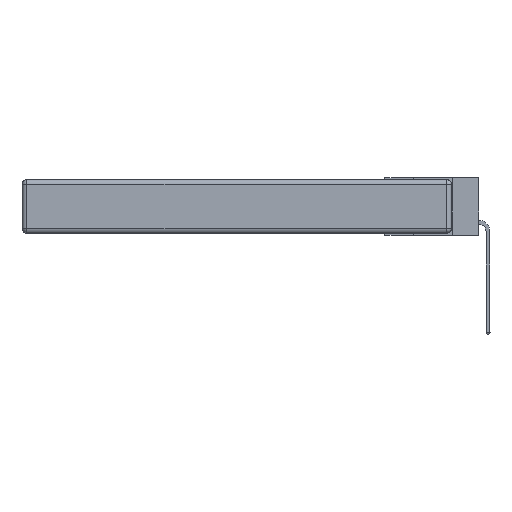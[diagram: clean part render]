
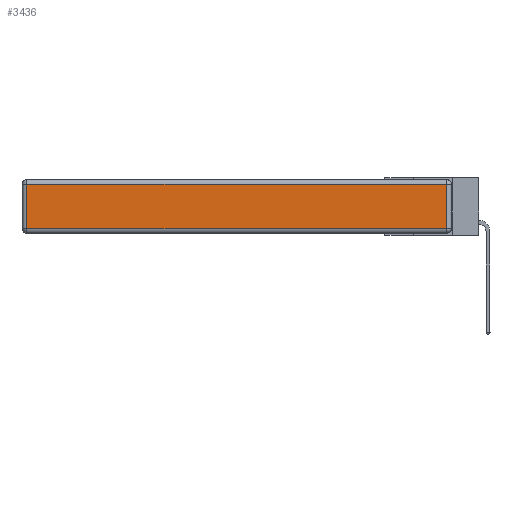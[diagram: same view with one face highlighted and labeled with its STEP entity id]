
A CAD part, left-side view. The second image highlights one B-rep face of the part: STEP entity #3436.
In plain terms, the highlighted planar face has unit normal (-1, 0, 0).
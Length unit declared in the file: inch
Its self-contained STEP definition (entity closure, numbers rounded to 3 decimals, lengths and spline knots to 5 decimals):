
#159 = EDGE_CURVE ( 'NONE', #196, #15595, #14048, .T. ) ;
#196 = VERTEX_POINT ( 'NONE', #14430 ) ;
#898 = VERTEX_POINT ( 'NONE', #4003 ) ;
#1067 = CARTESIAN_POINT ( 'NONE',  ( 0., 2.72, -0.313 ) ) ;
#1172 = CARTESIAN_POINT ( 'NONE',  ( 0., 0.03, -0.313 ) ) ;
#2162 = EDGE_LOOP ( 'NONE', ( #9751, #15822, #8982, #4506 ) ) ;
#2429 = DIRECTION ( 'NONE',  ( 0., 0., -1. ) ) ;
#2697 = DIRECTION ( 'NONE',  ( -1., 0., 0. ) ) ;
#3163 = VECTOR ( 'NONE', #2429, 39.37008 ) ;
#3399 = LINE ( 'NONE', #8038, #7118 ) ;
#3436 = ADVANCED_FACE ( 'NONE', ( #12857 ), #5417, .T. ) ;
#3845 = DIRECTION ( 'NONE',  ( 0., 0., 1. ) ) ;
#4003 = CARTESIAN_POINT ( 'NONE',  ( 0., 0.03, -0.03 ) ) ;
#4479 = EDGE_CURVE ( 'NONE', #4528, #898, #3399, .T. ) ;
#4506 = ORIENTED_EDGE ( 'NONE', *, *, #159, .T. ) ;
#4528 = VERTEX_POINT ( 'NONE', #1172 ) ;
#5283 = CARTESIAN_POINT ( 'NONE',  ( 0., 2.72, -0.343 ) ) ;
#5417 = PLANE ( 'NONE',  #14822 ) ;
#6011 = VECTOR ( 'NONE', #8662, 39.37008 ) ;
#7118 = VECTOR ( 'NONE', #3845, 39.37008 ) ;
#8038 = CARTESIAN_POINT ( 'NONE',  ( 0., 0.03, -0.343 ) ) ;
#8662 = DIRECTION ( 'NONE',  ( 0., -1., 0. ) ) ;
#8982 = ORIENTED_EDGE ( 'NONE', *, *, #10086, .T. ) ;
#9751 = ORIENTED_EDGE ( 'NONE', *, *, #10533, .T. ) ;
#9816 = CARTESIAN_POINT ( 'NONE',  ( 0., 0., -0.313 ) ) ;
#10086 = EDGE_CURVE ( 'NONE', #898, #196, #16663, .T. ) ;
#10533 = EDGE_CURVE ( 'NONE', #15595, #4528, #15824, .T. ) ;
#10564 = CARTESIAN_POINT ( 'NONE',  ( 0., 0., -0.343 ) ) ;
#11888 = DIRECTION ( 'NONE',  ( 0., 0., 1. ) ) ;
#12791 = VECTOR ( 'NONE', #14004, 39.37008 ) ;
#12857 = FACE_OUTER_BOUND ( 'NONE', #2162, .T. ) ;
#14004 = DIRECTION ( 'NONE',  ( 0., 1., 0. ) ) ;
#14048 = LINE ( 'NONE', #5283, #3163 ) ;
#14430 = CARTESIAN_POINT ( 'NONE',  ( 0., 2.72, -0.03 ) ) ;
#14822 = AXIS2_PLACEMENT_3D ( 'NONE', #10564, #2697, #11888 ) ;
#15297 = CARTESIAN_POINT ( 'NONE',  ( 0., 2.75, -0.03 ) ) ;
#15595 = VERTEX_POINT ( 'NONE', #1067 ) ;
#15822 = ORIENTED_EDGE ( 'NONE', *, *, #4479, .T. ) ;
#15824 = LINE ( 'NONE', #9816, #6011 ) ;
#16663 = LINE ( 'NONE', #15297, #12791 ) ;
